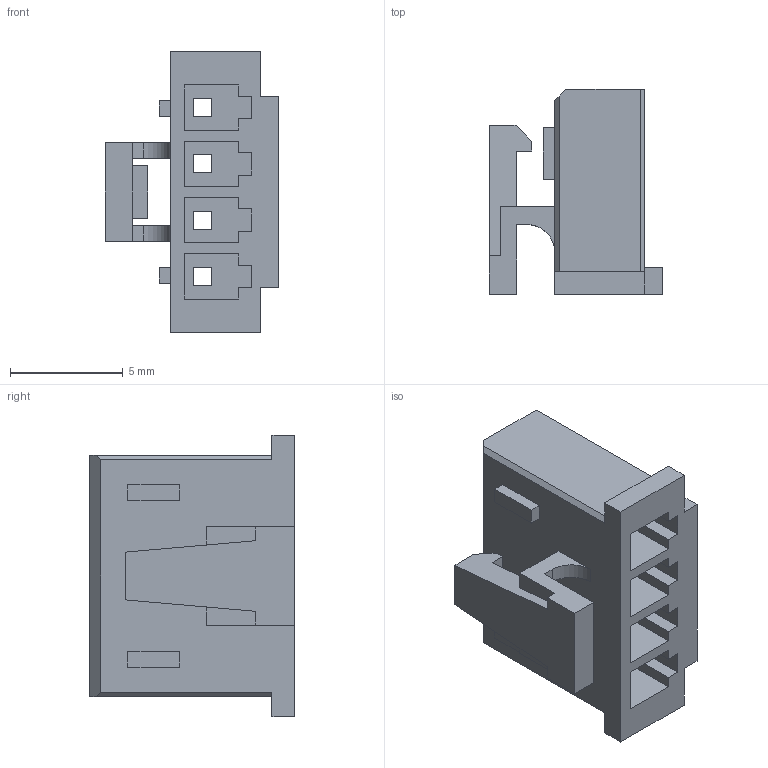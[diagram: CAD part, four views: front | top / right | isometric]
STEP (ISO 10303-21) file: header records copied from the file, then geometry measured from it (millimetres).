
FILE_DESCRIPTION (( 'STEP AP214' ), '1' );
FILE_NAME ('FHG25006-S04M2W1B-REF .STEP', '2025-12-11T02:55:58', ( '' ), ( '' ), 'SwSTEP 2.0', 'SolidWorks 2021', '' );
FILE_SCHEMA (( 'AUTOMOTIVE_DESIGN' ));
Length unit declared in the file: millimetre
Products named in the file (1): FHG25006-S04M2W1B-REF 
Bounding box: 7.7 x 9.1 x 12.5 mm (x, y, z)
Volume: 246.3 mm3; surface area: 804.8 mm2
Topology: 1 solids, 1 shells, 120 faces, 344 edges, 224 vertices
Faces by surface type: plane 118, cylinder 2
Entity records: 3894 total; most frequent: CARTESIAN_POINT 689, ORIENTED_EDGE 688, DIRECTION 590, EDGE_CURVE 344, VECTOR 340, LINE 340, VERTEX_POINT 224, EDGE_LOOP 136
